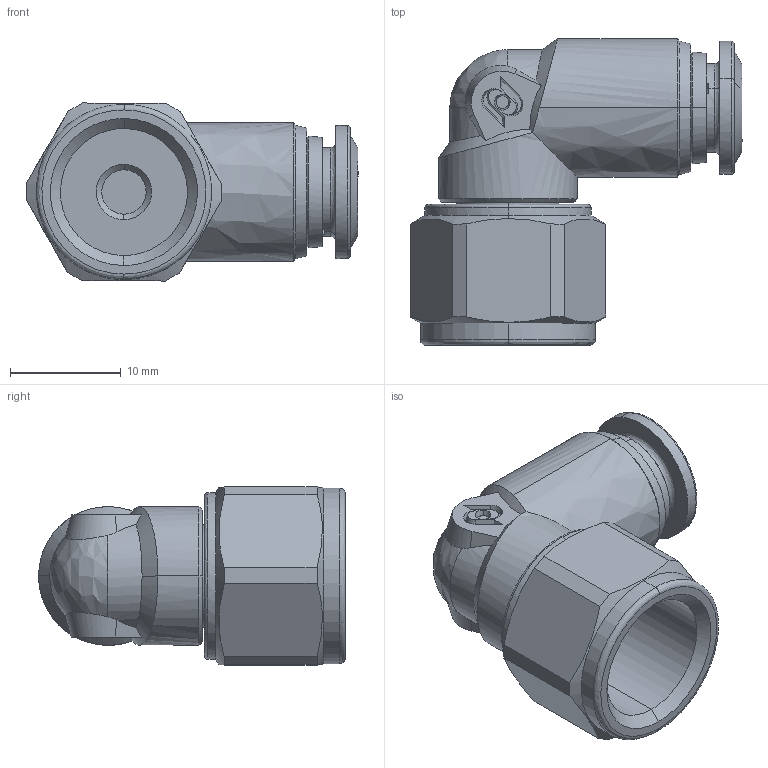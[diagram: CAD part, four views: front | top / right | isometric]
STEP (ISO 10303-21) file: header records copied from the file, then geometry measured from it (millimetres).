
FILE_DESCRIPTION (( 'STEP AP214' ), '1' );
FILE_NAME ('PLF06-G02_ME.STEP', '2018-09-06T13:05:45', ( '' ), ( '' ), 'SwSTEP 2.0', 'SolidWorks 2018', '' );
FILE_SCHEMA (( 'AUTOMOTIVE_DESIGN' ));
Length unit declared in the file: millimetre
Products named in the file (1): PLF06-G02_ME
Bounding box: 29.93 x 27.65 x 16.05 mm (x, y, z)
Volume: 4521.6 mm3; surface area: 2922.7 mm2
Topology: 1 solids, 1 shells, 136 faces, 342 edges, 220 vertices
Faces by surface type: bspline 136
Entity records: 6081 total; most frequent: CARTESIAN_POINT 4034, ORIENTED_EDGE 682, EDGE_CURVE 341, B_SPLINE_CURVE_WITH_KNOTS 248, VERTEX_POINT 220, EDGE_LOOP 153, ADVANCED_FACE 136, FACE_OUTER_BOUND 136
